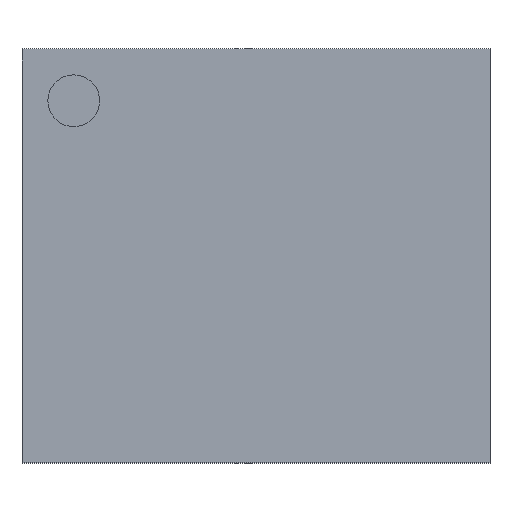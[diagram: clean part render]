
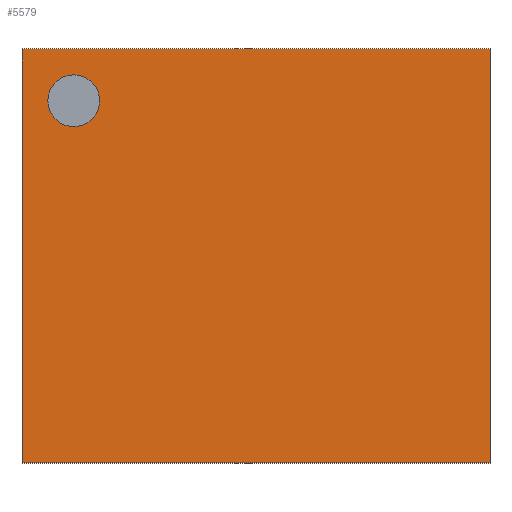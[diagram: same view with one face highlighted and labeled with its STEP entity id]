
A CAD part, top view. The second image highlights one B-rep face of the part: STEP entity #5579.
In plain terms, the highlighted planar face has unit normal (0, 0, 1).
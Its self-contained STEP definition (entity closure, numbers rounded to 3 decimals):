
#5390 = VERTEX_POINT('',#5391);
#5391 = CARTESIAN_POINT('',(-6.5,-5.75,1.2));
#5398 = PLANE('',#5399);
#5399 = AXIS2_PLACEMENT_3D('',#5400,#5401,#5402);
#5400 = CARTESIAN_POINT('',(-6.5,-5.75,0.3));
#5401 = DIRECTION('',(1.,0.,0.));
#5402 = DIRECTION('',(0.,0.,1.));
#5410 = PLANE('',#5411);
#5411 = AXIS2_PLACEMENT_3D('',#5412,#5413,#5414);
#5412 = CARTESIAN_POINT('',(-6.5,-5.75,0.3));
#5413 = DIRECTION('',(0.,1.,0.));
#5414 = DIRECTION('',(0.,0.,1.));
#5451 = VERTEX_POINT('',#5452);
#5452 = CARTESIAN_POINT('',(-6.5,5.75,1.2));
#5466 = PLANE('',#5467);
#5467 = AXIS2_PLACEMENT_3D('',#5468,#5469,#5470);
#5468 = CARTESIAN_POINT('',(-6.5,5.75,0.3));
#5469 = DIRECTION('',(0.,1.,0.));
#5470 = DIRECTION('',(0.,0.,1.));
#5478 = EDGE_CURVE('',#5390,#5451,#5479,.T.);
#5479 = SURFACE_CURVE('',#5480,(#5484,#5491),.PCURVE_S1.);
#5480 = LINE('',#5481,#5482);
#5481 = CARTESIAN_POINT('',(-6.5,-5.75,1.2));
#5482 = VECTOR('',#5483,1.);
#5483 = DIRECTION('',(0.,1.,0.));
#5484 = PCURVE('',#5398,#5485);
#5485 = DEFINITIONAL_REPRESENTATION('',(#5486),#5490);
#5486 = LINE('',#5487,#5488);
#5487 = CARTESIAN_POINT('',(0.9,0.));
#5488 = VECTOR('',#5489,1.);
#5489 = DIRECTION('',(0.,-1.));
#5490 = ( GEOMETRIC_REPRESENTATION_CONTEXT(2) 
PARAMETRIC_REPRESENTATION_CONTEXT() REPRESENTATION_CONTEXT('2D SPACE',''
  ) );
#5491 = PCURVE('',#5492,#5497);
#5492 = PLANE('',#5493);
#5493 = AXIS2_PLACEMENT_3D('',#5494,#5495,#5496);
#5494 = CARTESIAN_POINT('',(-6.5,-5.75,1.2));
#5495 = DIRECTION('',(0.,0.,1.));
#5496 = DIRECTION('',(1.,0.,0.));
#5497 = DEFINITIONAL_REPRESENTATION('',(#5498),#5502);
#5498 = LINE('',#5499,#5500);
#5499 = CARTESIAN_POINT('',(0.,0.));
#5500 = VECTOR('',#5501,1.);
#5501 = DIRECTION('',(0.,1.));
#5502 = ( GEOMETRIC_REPRESENTATION_CONTEXT(2) 
PARAMETRIC_REPRESENTATION_CONTEXT() REPRESENTATION_CONTEXT('2D SPACE',''
  ) );
#5531 = EDGE_CURVE('',#5390,#5532,#5534,.T.);
#5532 = VERTEX_POINT('',#5533);
#5533 = CARTESIAN_POINT('',(6.5,-5.75,1.2));
#5534 = SURFACE_CURVE('',#5535,(#5539,#5546),.PCURVE_S1.);
#5535 = LINE('',#5536,#5537);
#5536 = CARTESIAN_POINT('',(-6.5,-5.75,1.2));
#5537 = VECTOR('',#5538,1.);
#5538 = DIRECTION('',(1.,0.,0.));
#5539 = PCURVE('',#5410,#5540);
#5540 = DEFINITIONAL_REPRESENTATION('',(#5541),#5545);
#5541 = LINE('',#5542,#5543);
#5542 = CARTESIAN_POINT('',(0.9,0.));
#5543 = VECTOR('',#5544,1.);
#5544 = DIRECTION('',(0.,1.));
#5545 = ( GEOMETRIC_REPRESENTATION_CONTEXT(2) 
PARAMETRIC_REPRESENTATION_CONTEXT() REPRESENTATION_CONTEXT('2D SPACE',''
  ) );
#5546 = PCURVE('',#5492,#5547);
#5547 = DEFINITIONAL_REPRESENTATION('',(#5548),#5552);
#5548 = LINE('',#5549,#5550);
#5549 = CARTESIAN_POINT('',(0.,0.));
#5550 = VECTOR('',#5551,1.);
#5551 = DIRECTION('',(1.,0.));
#5552 = ( GEOMETRIC_REPRESENTATION_CONTEXT(2) 
PARAMETRIC_REPRESENTATION_CONTEXT() REPRESENTATION_CONTEXT('2D SPACE',''
  ) );
#5568 = PLANE('',#5569);
#5569 = AXIS2_PLACEMENT_3D('',#5570,#5571,#5572);
#5570 = CARTESIAN_POINT('',(6.5,-5.75,0.3));
#5571 = DIRECTION('',(1.,0.,0.));
#5572 = DIRECTION('',(0.,0.,1.));
#5579 = ADVANCED_FACE('',(#5580,#5628),#5492,.T.);
#5580 = FACE_BOUND('',#5581,.T.);
#5581 = EDGE_LOOP('',(#5582,#5583,#5584,#5607));
#5582 = ORIENTED_EDGE('',*,*,#5478,.F.);
#5583 = ORIENTED_EDGE('',*,*,#5531,.T.);
#5584 = ORIENTED_EDGE('',*,*,#5585,.T.);
#5585 = EDGE_CURVE('',#5532,#5586,#5588,.T.);
#5586 = VERTEX_POINT('',#5587);
#5587 = CARTESIAN_POINT('',(6.5,5.75,1.2));
#5588 = SURFACE_CURVE('',#5589,(#5593,#5600),.PCURVE_S1.);
#5589 = LINE('',#5590,#5591);
#5590 = CARTESIAN_POINT('',(6.5,-5.75,1.2));
#5591 = VECTOR('',#5592,1.);
#5592 = DIRECTION('',(0.,1.,0.));
#5593 = PCURVE('',#5492,#5594);
#5594 = DEFINITIONAL_REPRESENTATION('',(#5595),#5599);
#5595 = LINE('',#5596,#5597);
#5596 = CARTESIAN_POINT('',(13.,0.));
#5597 = VECTOR('',#5598,1.);
#5598 = DIRECTION('',(0.,1.));
#5599 = ( GEOMETRIC_REPRESENTATION_CONTEXT(2) 
PARAMETRIC_REPRESENTATION_CONTEXT() REPRESENTATION_CONTEXT('2D SPACE',''
  ) );
#5600 = PCURVE('',#5568,#5601);
#5601 = DEFINITIONAL_REPRESENTATION('',(#5602),#5606);
#5602 = LINE('',#5603,#5604);
#5603 = CARTESIAN_POINT('',(0.9,0.));
#5604 = VECTOR('',#5605,1.);
#5605 = DIRECTION('',(0.,-1.));
#5606 = ( GEOMETRIC_REPRESENTATION_CONTEXT(2) 
PARAMETRIC_REPRESENTATION_CONTEXT() REPRESENTATION_CONTEXT('2D SPACE',''
  ) );
#5607 = ORIENTED_EDGE('',*,*,#5608,.F.);
#5608 = EDGE_CURVE('',#5451,#5586,#5609,.T.);
#5609 = SURFACE_CURVE('',#5610,(#5614,#5621),.PCURVE_S1.);
#5610 = LINE('',#5611,#5612);
#5611 = CARTESIAN_POINT('',(-6.5,5.75,1.2));
#5612 = VECTOR('',#5613,1.);
#5613 = DIRECTION('',(1.,0.,0.));
#5614 = PCURVE('',#5492,#5615);
#5615 = DEFINITIONAL_REPRESENTATION('',(#5616),#5620);
#5616 = LINE('',#5617,#5618);
#5617 = CARTESIAN_POINT('',(0.,11.5));
#5618 = VECTOR('',#5619,1.);
#5619 = DIRECTION('',(1.,0.));
#5620 = ( GEOMETRIC_REPRESENTATION_CONTEXT(2) 
PARAMETRIC_REPRESENTATION_CONTEXT() REPRESENTATION_CONTEXT('2D SPACE',''
  ) );
#5621 = PCURVE('',#5466,#5622);
#5622 = DEFINITIONAL_REPRESENTATION('',(#5623),#5627);
#5623 = LINE('',#5624,#5625);
#5624 = CARTESIAN_POINT('',(0.9,0.));
#5625 = VECTOR('',#5626,1.);
#5626 = DIRECTION('',(0.,1.));
#5627 = ( GEOMETRIC_REPRESENTATION_CONTEXT(2) 
PARAMETRIC_REPRESENTATION_CONTEXT() REPRESENTATION_CONTEXT('2D SPACE',''
  ) );
#5628 = FACE_BOUND('',#5629,.T.);
#5629 = EDGE_LOOP('',(#5630));
#5630 = ORIENTED_EDGE('',*,*,#5631,.F.);
#5631 = EDGE_CURVE('',#5632,#5632,#5634,.T.);
#5632 = VERTEX_POINT('',#5633);
#5633 = CARTESIAN_POINT('',(-4.344,4.313,1.2));
#5634 = SURFACE_CURVE('',#5635,(#5640,#5647),.PCURVE_S1.);
#5635 = CIRCLE('',#5636,0.719);
#5636 = AXIS2_PLACEMENT_3D('',#5637,#5638,#5639);
#5637 = CARTESIAN_POINT('',(-5.063,4.313,1.2));
#5638 = DIRECTION('',(0.,0.,1.));
#5639 = DIRECTION('',(1.,0.,0.));
#5640 = PCURVE('',#5492,#5641);
#5641 = DEFINITIONAL_REPRESENTATION('',(#5642),#5646);
#5642 = CIRCLE('',#5643,0.719);
#5643 = AXIS2_PLACEMENT_2D('',#5644,#5645);
#5644 = CARTESIAN_POINT('',(1.438,10.063));
#5645 = DIRECTION('',(1.,0.));
#5646 = ( GEOMETRIC_REPRESENTATION_CONTEXT(2) 
PARAMETRIC_REPRESENTATION_CONTEXT() REPRESENTATION_CONTEXT('2D SPACE',''
  ) );
#5647 = PCURVE('',#5648,#5653);
#5648 = CYLINDRICAL_SURFACE('',#5649,0.719);
#5649 = AXIS2_PLACEMENT_3D('',#5650,#5651,#5652);
#5650 = CARTESIAN_POINT('',(-5.063,4.313,1.08));
#5651 = DIRECTION('',(0.,0.,1.));
#5652 = DIRECTION('',(1.,0.,0.));
#5653 = DEFINITIONAL_REPRESENTATION('',(#5654),#5658);
#5654 = LINE('',#5655,#5656);
#5655 = CARTESIAN_POINT('',(0.,0.12));
#5656 = VECTOR('',#5657,1.);
#5657 = DIRECTION('',(1.,0.));
#5658 = ( GEOMETRIC_REPRESENTATION_CONTEXT(2) 
PARAMETRIC_REPRESENTATION_CONTEXT() REPRESENTATION_CONTEXT('2D SPACE',''
  ) );
